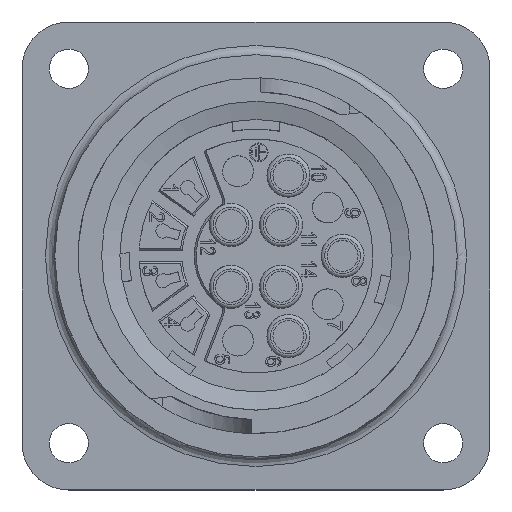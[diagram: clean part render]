
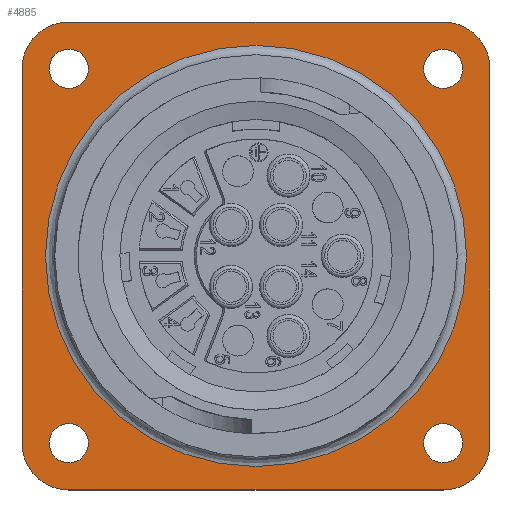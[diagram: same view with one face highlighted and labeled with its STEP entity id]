
A CAD part, top view. The second image highlights one B-rep face of the part: STEP entity #4885.
In plain terms, the highlighted planar face has unit normal (0, 0, 1).
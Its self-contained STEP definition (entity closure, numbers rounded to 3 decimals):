
#3150=PLANE('',#16847);
#3487=FACE_BOUND('',#6570,.T.);
#3488=FACE_BOUND('',#6571,.T.);
#3489=FACE_BOUND('',#6572,.T.);
#3490=FACE_BOUND('',#6573,.T.);
#3491=FACE_BOUND('',#6574,.T.);
#3492=FACE_BOUND('',#6575,.T.);
#4885=ADVANCED_FACE('',(#3487,#3488,#3489,#3490,#3491,#3492),#3150,.T.);
#6570=EDGE_LOOP('',(#11115));
#6571=EDGE_LOOP('',(#11116));
#6572=EDGE_LOOP('',(#11117));
#6573=EDGE_LOOP('',(#11118));
#6574=EDGE_LOOP('',(#11119));
#6575=EDGE_LOOP('',(#11120,#11121,#11122,#11123,#11124,#11125,#11126,#11127));
#7564=LINE('',#25461,#8513);
#7565=LINE('',#25465,#8514);
#7566=LINE('',#25469,#8515);
#7567=LINE('',#25473,#8516);
#8513=VECTOR('',#18998,1.);
#8514=VECTOR('',#19001,1.);
#8515=VECTOR('',#19004,1.);
#8516=VECTOR('',#19007,1.);
#11115=ORIENTED_EDGE('',*,*,#15175,.T.);
#11116=ORIENTED_EDGE('',*,*,#15176,.T.);
#11117=ORIENTED_EDGE('',*,*,#15177,.T.);
#11118=ORIENTED_EDGE('',*,*,#15178,.T.);
#11119=ORIENTED_EDGE('',*,*,#15179,.T.);
#11120=ORIENTED_EDGE('',*,*,#15180,.F.);
#11121=ORIENTED_EDGE('',*,*,#15181,.F.);
#11122=ORIENTED_EDGE('',*,*,#15182,.F.);
#11123=ORIENTED_EDGE('',*,*,#15183,.F.);
#11124=ORIENTED_EDGE('',*,*,#15184,.F.);
#11125=ORIENTED_EDGE('',*,*,#15185,.F.);
#11126=ORIENTED_EDGE('',*,*,#15186,.F.);
#11127=ORIENTED_EDGE('',*,*,#15187,.F.);
#13508=VERTEX_POINT('',#25414);
#13509=VERTEX_POINT('',#25451);
#13510=VERTEX_POINT('',#25453);
#13511=VERTEX_POINT('',#25455);
#13512=VERTEX_POINT('',#25457);
#13513=VERTEX_POINT('',#25459);
#13514=VERTEX_POINT('',#25460);
#13515=VERTEX_POINT('',#25462);
#13516=VERTEX_POINT('',#25464);
#13517=VERTEX_POINT('',#25466);
#13518=VERTEX_POINT('',#25468);
#13519=VERTEX_POINT('',#25470);
#13520=VERTEX_POINT('',#25472);
#15175=EDGE_CURVE('',#13508,#13508,#16147,.T.);
#15176=EDGE_CURVE('',#13509,#13509,#16148,.T.);
#15177=EDGE_CURVE('',#13510,#13510,#16149,.T.);
#15178=EDGE_CURVE('',#13511,#13511,#16150,.T.);
#15179=EDGE_CURVE('',#13512,#13512,#16151,.T.);
#15180=EDGE_CURVE('',#13513,#13514,#16152,.T.);
#15181=EDGE_CURVE('',#13515,#13513,#7564,.T.);
#15182=EDGE_CURVE('',#13516,#13515,#16153,.T.);
#15183=EDGE_CURVE('',#13517,#13516,#7565,.T.);
#15184=EDGE_CURVE('',#13518,#13517,#16154,.T.);
#15185=EDGE_CURVE('',#13519,#13518,#7566,.T.);
#15186=EDGE_CURVE('',#13520,#13519,#16155,.T.);
#15187=EDGE_CURVE('',#13514,#13520,#7567,.T.);
#16147=CIRCLE('',#16838,22.5);
#16148=CIRCLE('',#16839,2.1);
#16149=CIRCLE('',#16840,2.1);
#16150=CIRCLE('',#16841,2.1);
#16151=CIRCLE('',#16842,2.1);
#16152=CIRCLE('',#16843,5.);
#16153=CIRCLE('',#16844,5.);
#16154=CIRCLE('',#16845,5.);
#16155=CIRCLE('',#16846,5.);
#16838=AXIS2_PLACEMENT_3D('',#25413,#18986,#18987);
#16839=AXIS2_PLACEMENT_3D('',#25450,#18988,#18989);
#16840=AXIS2_PLACEMENT_3D('',#25452,#18990,#18991);
#16841=AXIS2_PLACEMENT_3D('',#25454,#18992,#18993);
#16842=AXIS2_PLACEMENT_3D('',#25456,#18994,#18995);
#16843=AXIS2_PLACEMENT_3D('',#25458,#18996,#18997);
#16844=AXIS2_PLACEMENT_3D('',#25463,#18999,#19000);
#16845=AXIS2_PLACEMENT_3D('',#25467,#19002,#19003);
#16846=AXIS2_PLACEMENT_3D('',#25471,#19005,#19006);
#16847=AXIS2_PLACEMENT_3D('',#25474,#19008,#19009);
#18986=DIRECTION('',(0.,0.,-1.));
#18987=DIRECTION('',(1.,0.,0.));
#18988=DIRECTION('',(0.,0.,-1.));
#18989=DIRECTION('',(1.,0.,0.));
#18990=DIRECTION('',(0.,0.,-1.));
#18991=DIRECTION('',(1.,0.,0.));
#18992=DIRECTION('',(0.,0.,-1.));
#18993=DIRECTION('',(1.,0.,0.));
#18994=DIRECTION('',(0.,0.,-1.));
#18995=DIRECTION('',(1.,0.,0.));
#18996=DIRECTION('',(0.,0.,-1.));
#18997=DIRECTION('',(-1.,0.,0.));
#18998=DIRECTION('',(0.,1.,0.));
#18999=DIRECTION('',(0.,0.,-1.));
#19000=DIRECTION('',(0.,-1.,0.));
#19001=DIRECTION('',(-1.,0.,0.));
#19002=DIRECTION('',(0.,0.,-1.));
#19003=DIRECTION('',(1.,0.,0.));
#19004=DIRECTION('',(0.,-1.,0.));
#19005=DIRECTION('',(0.,0.,-1.));
#19006=DIRECTION('',(0.,1.,0.));
#19007=DIRECTION('',(1.,0.,0.));
#19008=DIRECTION('',(0.,0.,1.));
#19009=DIRECTION('',(1.,0.,0.));
#25413=CARTESIAN_POINT('',(-48.824,-9.712,3.8));
#25414=CARTESIAN_POINT('',(-26.324,-9.712,3.8));
#25450=CARTESIAN_POINT('',(-28.824,-29.712,3.8));
#25451=CARTESIAN_POINT('',(-26.724,-29.712,3.8));
#25452=CARTESIAN_POINT('',(-68.824,-29.712,3.8));
#25453=CARTESIAN_POINT('',(-66.724,-29.712,3.8));
#25454=CARTESIAN_POINT('',(-28.824,10.288,3.8));
#25455=CARTESIAN_POINT('',(-26.724,10.288,3.8));
#25456=CARTESIAN_POINT('',(-68.824,10.288,3.8));
#25457=CARTESIAN_POINT('',(-66.724,10.288,3.8));
#25458=CARTESIAN_POINT('',(-68.824,10.288,3.8));
#25459=CARTESIAN_POINT('',(-73.824,10.288,3.8));
#25460=CARTESIAN_POINT('',(-68.824,15.288,3.8));
#25461=CARTESIAN_POINT('',(-73.824,-29.712,3.8));
#25462=CARTESIAN_POINT('',(-73.824,-29.712,3.8));
#25463=CARTESIAN_POINT('',(-68.824,-29.712,3.8));
#25464=CARTESIAN_POINT('',(-68.824,-34.712,3.8));
#25465=CARTESIAN_POINT('',(-28.824,-34.712,3.8));
#25466=CARTESIAN_POINT('',(-28.824,-34.712,3.8));
#25467=CARTESIAN_POINT('',(-28.824,-29.712,3.8));
#25468=CARTESIAN_POINT('',(-23.824,-29.712,3.8));
#25469=CARTESIAN_POINT('',(-23.824,10.288,3.8));
#25470=CARTESIAN_POINT('',(-23.824,10.288,3.8));
#25471=CARTESIAN_POINT('',(-28.824,10.288,3.8));
#25472=CARTESIAN_POINT('',(-28.824,15.288,3.8));
#25473=CARTESIAN_POINT('',(-68.824,15.288,3.8));
#25474=CARTESIAN_POINT('',(-76.324,-37.212,3.8));
